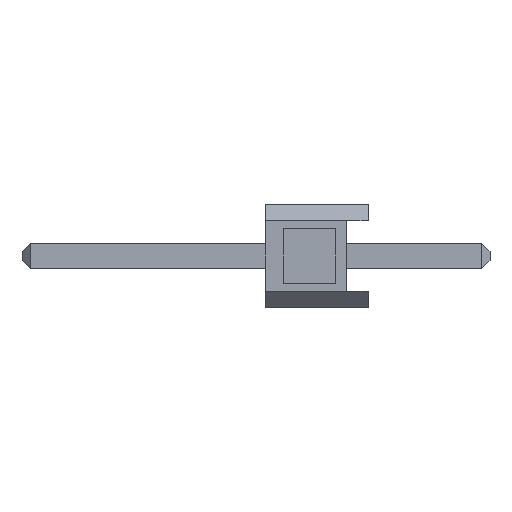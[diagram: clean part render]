
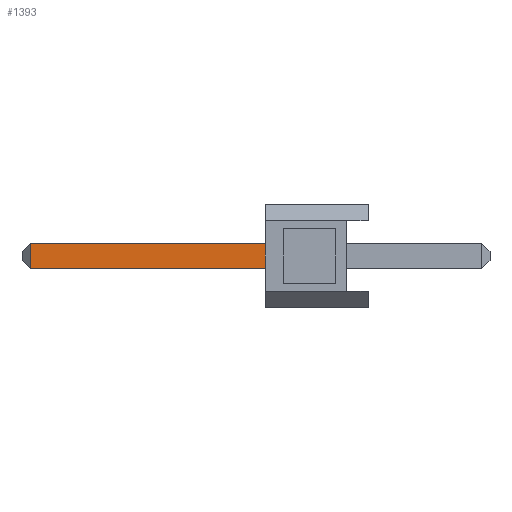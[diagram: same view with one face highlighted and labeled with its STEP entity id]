
A CAD part, left-side view. The second image highlights one B-rep face of the part: STEP entity #1393.
In plain terms, the highlighted planar face has unit normal (-1, 0, 0).
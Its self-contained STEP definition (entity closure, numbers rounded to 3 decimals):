
#20 = LINE ( 'NONE', #1866, #1209 ) ;
#107 = EDGE_CURVE ( 'NONE', #319, #1630, #260, .T. ) ;
#234 = EDGE_CURVE ( 'NONE', #319, #713, #1463, .T. ) ;
#260 = LINE ( 'NONE', #607, #1757 ) ;
#296 = PLANE ( 'NONE',  #1554 ) ;
#319 = VERTEX_POINT ( 'NONE', #1373 ) ;
#410 = VERTEX_POINT ( 'NONE', #1080 ) ;
#412 = ORIENTED_EDGE ( 'NONE', *, *, #234, .T. ) ;
#453 = DIRECTION ( 'NONE',  ( -1., 0., 0. ) ) ;
#468 = DIRECTION ( 'NONE',  ( 0., 0., -1. ) ) ;
#537 = CARTESIAN_POINT ( 'NONE',  ( -0.32, 8.34, -0.32 ) ) ;
#550 = VECTOR ( 'NONE', #902, 1000. ) ;
#557 = DIRECTION ( 'NONE',  ( 0., 1., 0. ) ) ;
#607 = CARTESIAN_POINT ( 'NONE',  ( -0.32, 2.54, 0. ) ) ;
#713 = VERTEX_POINT ( 'NONE', #1223 ) ;
#722 = CARTESIAN_POINT ( 'NONE',  ( -0.32, -3., -0.32 ) ) ;
#741 = DIRECTION ( 'NONE',  ( 0., 0., 1. ) ) ;
#860 = ORIENTED_EDGE ( 'NONE', *, *, #1730, .F. ) ;
#902 = DIRECTION ( 'NONE',  ( 0., 1., 0. ) ) ;
#1075 = LINE ( 'NONE', #537, #1848 ) ;
#1080 = CARTESIAN_POINT ( 'NONE',  ( -0.32, 8.34, -0.32 ) ) ;
#1209 = VECTOR ( 'NONE', #557, 1000. ) ;
#1223 = CARTESIAN_POINT ( 'NONE',  ( -0.32, 8.34, 0.32 ) ) ;
#1360 = FACE_OUTER_BOUND ( 'NONE', #1771, .T. ) ;
#1373 = CARTESIAN_POINT ( 'NONE',  ( -0.32, 2.54, 0.32 ) ) ;
#1393 = ADVANCED_FACE ( 'NONE', ( #1360 ), #296, .T. ) ;
#1402 = CARTESIAN_POINT ( 'NONE',  ( -0.32, 2.54, -0.32 ) ) ;
#1423 = ORIENTED_EDGE ( 'NONE', *, *, #107, .F. ) ;
#1463 = LINE ( 'NONE', #1624, #550 ) ;
#1472 = ORIENTED_EDGE ( 'NONE', *, *, #1636, .T. ) ;
#1554 = AXIS2_PLACEMENT_3D ( 'NONE', #722, #453, #741 ) ;
#1624 = CARTESIAN_POINT ( 'NONE',  ( -0.32, -3., 0.32 ) ) ;
#1630 = VERTEX_POINT ( 'NONE', #1402 ) ;
#1636 = EDGE_CURVE ( 'NONE', #713, #410, #1075, .T. ) ;
#1730 = EDGE_CURVE ( 'NONE', #1630, #410, #20, .T. ) ;
#1757 = VECTOR ( 'NONE', #468, 1000. ) ;
#1771 = EDGE_LOOP ( 'NONE', ( #412, #1472, #860, #1423 ) ) ;
#1833 = DIRECTION ( 'NONE',  ( 0., 0., -1. ) ) ;
#1848 = VECTOR ( 'NONE', #1833, 1000. ) ;
#1866 = CARTESIAN_POINT ( 'NONE',  ( -0.32, -3., -0.32 ) ) ;
